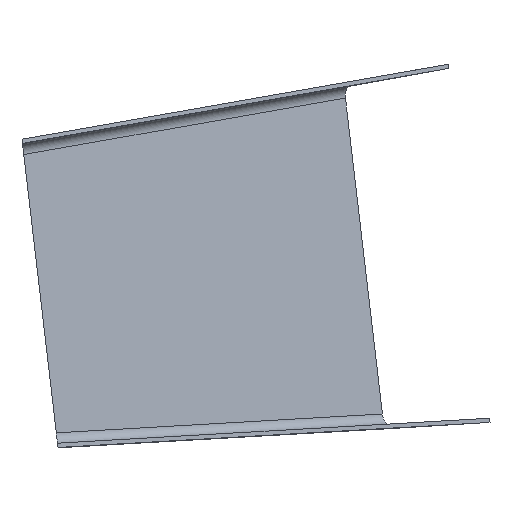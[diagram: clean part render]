
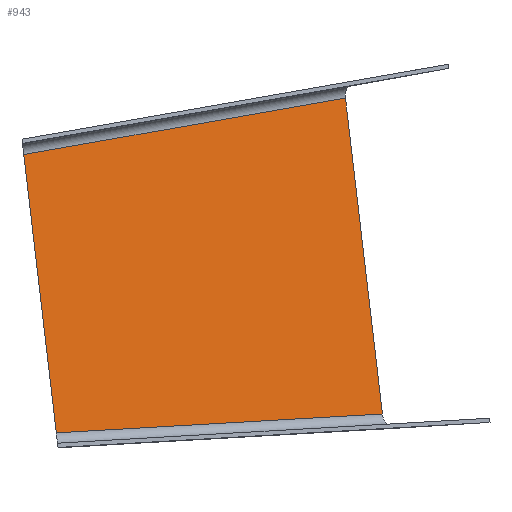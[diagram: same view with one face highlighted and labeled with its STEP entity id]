
A CAD part, top view. The second image highlights one B-rep face of the part: STEP entity #943.
In plain terms, the highlighted planar face has unit normal (0.229, 0.027, 0.973).
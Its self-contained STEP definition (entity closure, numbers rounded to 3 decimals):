
#43 = PLANE('',#44);
#44 = AXIS2_PLACEMENT_3D('',#45,#46,#47);
#45 = CARTESIAN_POINT('',(8477.034,990.823,0.));
#46 = DIRECTION('',(0.993,0.116,0.));
#47 = DIRECTION('',(0.,0.,-1.));
#97 = PLANE('',#98);
#98 = AXIS2_PLACEMENT_3D('',#99,#100,#101);
#99 = CARTESIAN_POINT('',(5582.288,652.476,
    -2819.375));
#100 = DIRECTION('',(0.888,0.104,-0.448));
#101 = DIRECTION('',(-0.451,0.,-0.893
    ));
#561 = VERTEX_POINT('',#562);
#562 = CARTESIAN_POINT('',(8426.249,1425.32,
    5284.73));
#577 = CYLINDRICAL_SURFACE('',#578,34.619);
#578 = AXIS2_PLACEMENT_3D('',#579,#580,#581);
#579 = CARTESIAN_POINT('',(8440.346,1427.335,
    5316.935));
#580 = DIRECTION('',(0.958,0.169,-0.23));
#581 = DIRECTION('',(-0.229,-0.027,-0.973
    ));
#596 = EDGE_CURVE('',#597,#561,#599,.T.);
#597 = VERTEX_POINT('',#598);
#598 = CARTESIAN_POINT('',(8528.844,547.564,
    5284.73));
#599 = SURFACE_CURVE('',#600,(#604,#610),.PCURVE_S1.);
#600 = LINE('',#601,#602);
#601 = CARTESIAN_POINT('',(8477.034,990.823,
    5284.73));
#602 = VECTOR('',#603,1.);
#603 = DIRECTION('',(-0.116,0.993,0.));
#604 = PCURVE('',#43,#605);
#605 = DEFINITIONAL_REPRESENTATION('',(#606),#609);
#606 = B_SPLINE_CURVE_WITH_KNOTS('',1,(#607,#608),.UNSPECIFIED.,.F.,.F.,
  (2,2),(-12000000.,12000000.),
  .PIECEWISE_BEZIER_KNOTS.);
#607 = CARTESIAN_POINT('',(-5284.209,-12000000.));
#608 = CARTESIAN_POINT('',(-5285.251,12000000.));
#609 = ( GEOMETRIC_REPRESENTATION_CONTEXT(2) 
PARAMETRIC_REPRESENTATION_CONTEXT() REPRESENTATION_CONTEXT('2D SPACE',''
  ) );
#610 = PCURVE('',#611,#616);
#611 = PLANE('',#612);
#612 = AXIS2_PLACEMENT_3D('',#613,#614,#615);
#613 = CARTESIAN_POINT('',(1626.756,190.14,
    6917.65));
#614 = DIRECTION('',(0.229,0.027,0.973));
#615 = DIRECTION('',(0.973,0.,-0.229)
  );
#616 = DEFINITIONAL_REPRESENTATION('',(#617),#620);
#617 = B_SPLINE_CURVE_WITH_KNOTS('',1,(#618,#619),.UNSPECIFIED.,.F.,.F.,
  (2,2),(-12000000.,12000000.),
  .PIECEWISE_BEZIER_KNOTS.);
#618 = CARTESIAN_POINT('',(1363164.592,-11922324.963));
#619 = CARTESIAN_POINT('',(-1349080.235,11923926.902));
#620 = ( GEOMETRIC_REPRESENTATION_CONTEXT(2) 
PARAMETRIC_REPRESENTATION_CONTEXT() REPRESENTATION_CONTEXT('2D SPACE',''
  ) );
#639 = CYLINDRICAL_SURFACE('',#640,34.619);
#640 = AXIS2_PLACEMENT_3D('',#641,#642,#643);
#641 = CARTESIAN_POINT('',(9564.665,608.358,
    5075.051));
#642 = DIRECTION('',(-0.972,-0.057,0.23)
  );
#643 = DIRECTION('',(-0.229,-0.027,-0.973
    ));
#789 = VERTEX_POINT('',#790);
#790 = CARTESIAN_POINT('',(9441.064,1604.26,
    5041.168));
#819 = EDGE_CURVE('',#820,#789,#822,.T.);
#820 = VERTEX_POINT('',#821);
#821 = CARTESIAN_POINT('',(9557.57,607.48,
    5041.168));
#822 = SURFACE_CURVE('',#823,(#827,#833),.PCURVE_S1.);
#823 = LINE('',#824,#825);
#824 = CARTESIAN_POINT('',(9498.805,1110.251,
    5041.168));
#825 = VECTOR('',#826,1.);
#826 = DIRECTION('',(-0.116,0.993,0.));
#827 = PCURVE('',#97,#828);
#828 = DEFINITIONAL_REPRESENTATION('',(#829),#832);
#829 = B_SPLINE_CURVE_WITH_KNOTS('',1,(#830,#831),.UNSPECIFIED.,.F.,.F.,
  (2,2),(-12016929.765,12016007.983),
  .PIECEWISE_BEZIER_KNOTS.);
#830 = CARTESIAN_POINT('',(-637713.356,-12000000.));
#831 = CARTESIAN_POINT('',(620100.95,12000000.));
#832 = ( GEOMETRIC_REPRESENTATION_CONTEXT(2) 
PARAMETRIC_REPRESENTATION_CONTEXT() REPRESENTATION_CONTEXT('2D SPACE',''
  ) );
#833 = PCURVE('',#611,#834);
#834 = DEFINITIONAL_REPRESENTATION('',(#835),#838);
#835 = B_SPLINE_CURVE_WITH_KNOTS('',1,(#836,#837),.UNSPECIFIED.,.F.,.F.,
  (2,2),(-12016929.765,12016007.983),
  .PIECEWISE_BEZIER_KNOTS.);
#836 = CARTESIAN_POINT('',(1366128.05,-11939026.823));
#837 = CARTESIAN_POINT('',(-1349838.733,11939951.825));
#838 = ( GEOMETRIC_REPRESENTATION_CONTEXT(2) 
PARAMETRIC_REPRESENTATION_CONTEXT() REPRESENTATION_CONTEXT('2D SPACE',''
  ) );
#923 = EDGE_CURVE('',#561,#789,#924,.T.);
#924 = SURFACE_CURVE('',#925,(#929,#936),.PCURVE_S1.);
#925 = LINE('',#926,#927);
#926 = CARTESIAN_POINT('',(8432.424,1426.409,
    5283.248));
#927 = VECTOR('',#928,1.);
#928 = DIRECTION('',(0.958,0.169,-0.23));
#929 = PCURVE('',#577,#930);
#930 = DEFINITIONAL_REPRESENTATION('',(#931),#935);
#931 = LINE('',#932,#933);
#932 = CARTESIAN_POINT('',(0.,0.));
#933 = VECTOR('',#934,1.);
#934 = DIRECTION('',(0.,1.));
#935 = ( GEOMETRIC_REPRESENTATION_CONTEXT(2) 
PARAMETRIC_REPRESENTATION_CONTEXT() REPRESENTATION_CONTEXT('2D SPACE',''
  ) );
#936 = PCURVE('',#611,#937);
#937 = DEFINITIONAL_REPRESENTATION('',(#938),#942);
#938 = LINE('',#939,#940);
#939 = CARTESIAN_POINT('',(6999.093,1236.712));
#940 = VECTOR('',#941,1.);
#941 = DIRECTION('',(0.986,0.169));
#942 = ( GEOMETRIC_REPRESENTATION_CONTEXT(2) 
PARAMETRIC_REPRESENTATION_CONTEXT() REPRESENTATION_CONTEXT('2D SPACE',''
  ) );
#943 = ADVANCED_FACE('',(#944),#611,.T.);
#944 = FACE_BOUND('',#945,.T.);
#945 = EDGE_LOOP('',(#946,#947,#948,#949));
#946 = ORIENTED_EDGE('',*,*,#819,.T.);
#947 = ORIENTED_EDGE('',*,*,#923,.F.);
#948 = ORIENTED_EDGE('',*,*,#596,.F.);
#949 = ORIENTED_EDGE('',*,*,#950,.F.);
#950 = EDGE_CURVE('',#820,#597,#951,.T.);
#951 = SURFACE_CURVE('',#952,(#956,#963),.PCURVE_S1.);
#952 = LINE('',#953,#954);
#953 = CARTESIAN_POINT('',(9556.743,607.432,
    5041.363));
#954 = VECTOR('',#955,1.);
#955 = DIRECTION('',(-0.972,-0.057,0.23)
  );
#956 = PCURVE('',#611,#957);
#957 = DEFINITIONAL_REPRESENTATION('',(#958),#962);
#958 = LINE('',#959,#960);
#959 = CARTESIAN_POINT('',(8148.928,417.441));
#960 = VECTOR('',#961,1.);
#961 = DIRECTION('',(-0.998,-0.057));
#962 = ( GEOMETRIC_REPRESENTATION_CONTEXT(2) 
PARAMETRIC_REPRESENTATION_CONTEXT() REPRESENTATION_CONTEXT('2D SPACE',''
  ) );
#963 = PCURVE('',#639,#964);
#964 = DEFINITIONAL_REPRESENTATION('',(#965),#969);
#965 = LINE('',#966,#967);
#966 = CARTESIAN_POINT('',(0.,0.));
#967 = VECTOR('',#968,1.);
#968 = DIRECTION('',(0.,1.));
#969 = ( GEOMETRIC_REPRESENTATION_CONTEXT(2) 
PARAMETRIC_REPRESENTATION_CONTEXT() REPRESENTATION_CONTEXT('2D SPACE',''
  ) );
